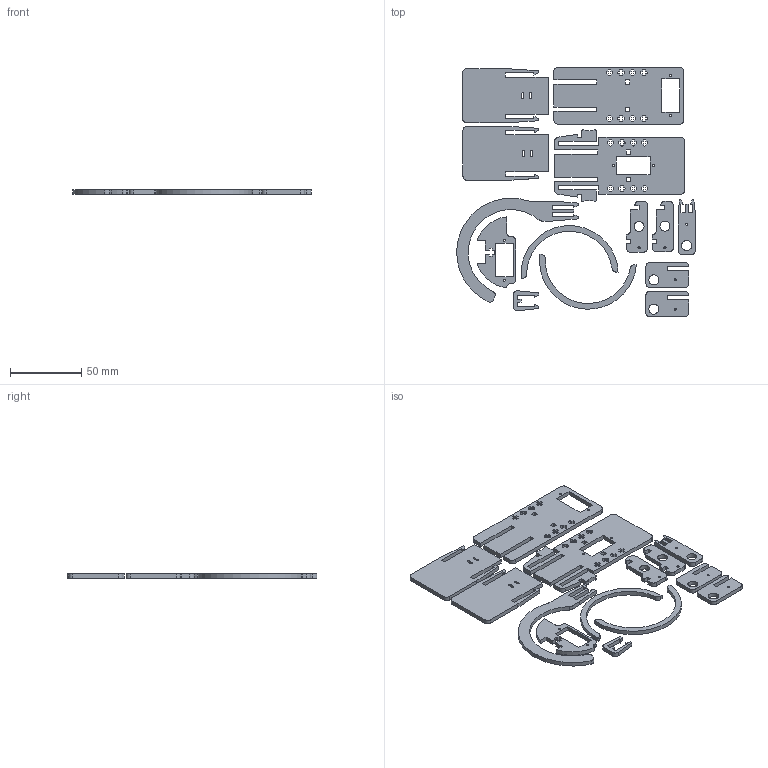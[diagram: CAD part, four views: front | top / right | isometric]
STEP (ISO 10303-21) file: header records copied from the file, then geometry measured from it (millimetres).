
FILE_DESCRIPTION(/* description */ (''),/* implementation_level */ '2;1');
FILE_NAME(/* name */ 'Oog laser.stp',/* time_stamp */ '2012-06-05T22:34:01+02:00',/* author */ (''),/* organization */ (''),/* preprocessor_version */ 'ST-DEVELOPER v11',/* originating_system */ 'SIEMENS PLM Software NX 7.5',/* authorisation */ '');
FILE_SCHEMA (('AUTOMOTIVE_DESIGN { 1 0 10303 214 1 1 1 1 }'));
Length unit declared in the file: millimetre
Products named in the file (11): Servo connector clamp; Ooglid connector; Servo connector vert; Servo connector hor; Oogkap vert; Frame hor; Ooglid versteviging; Binnenframe; Buitenframe; Ooglid; Oog laser
Assembly tree (14 placements, depth 2):
  Oog laser
    Ooglid
    Buitenframe
    Binnenframe
    Ooglid versteviging  x2
    Frame hor  x2
    Oogkap vert
    Servo connector hor
    Servo connector vert  x2
    Ooglid connector  x2
    Servo connector clamp
Bounding box: 166.88 x 174.87 x 3 mm (x, y, z)
Volume: 44345.7 mm3; surface area: 41117.2 mm2
Topology: 14 solids, 14 shells, 531 faces, 1509 edges, 1006 vertices
Faces by surface type: plane 383, cylinder 148
Full cylindrical faces by diameter (mm): 1.5 x11, 7 x5
Entity records: 15271 total; most frequent: CARTESIAN_POINT 2645, ORIENTED_EDGE 2598, DIRECTION 2493, EDGE_CURVE 1299, LINE 1049, VECTOR 1049, VERTEX_POINT 874, AXIS2_PLACEMENT_3D 722
